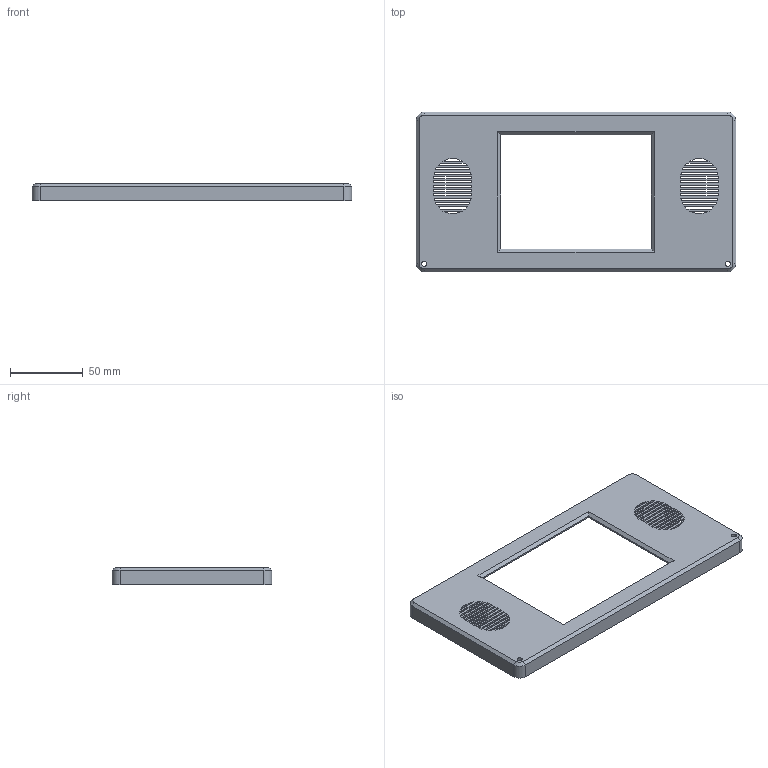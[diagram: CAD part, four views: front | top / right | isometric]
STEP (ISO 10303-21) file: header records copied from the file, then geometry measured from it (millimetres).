
FILE_DESCRIPTION (( 'STEP AP214' ), '1' );
FILE_NAME ('display_front.STEP', '2023-11-23T15:33:52', ( '' ), ( '' ), '', '', '' );
FILE_SCHEMA (( 'AUTOMOTIVE_DESIGN' ));
Length unit declared in the file: millimetre
Products named in the file (1): display_front
Bounding box: 220 x 110 x 12 mm (x, y, z)
Volume: 97318.5 mm3; surface area: 47831.3 mm2
Topology: 1 solids, 1 shells, 176 faces, 486 edges, 320 vertices
Faces by surface type: plane 154, cylinder 18, cone 4
Entity records: 5653 total; most frequent: CARTESIAN_POINT 983, ORIENTED_EDGE 972, DIRECTION 880, EDGE_CURVE 486, LINE 446, VECTOR 446, VERTEX_POINT 320, EDGE_LOOP 242
